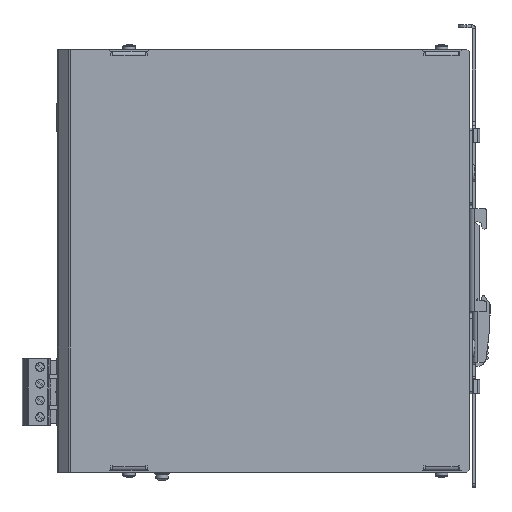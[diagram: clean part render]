
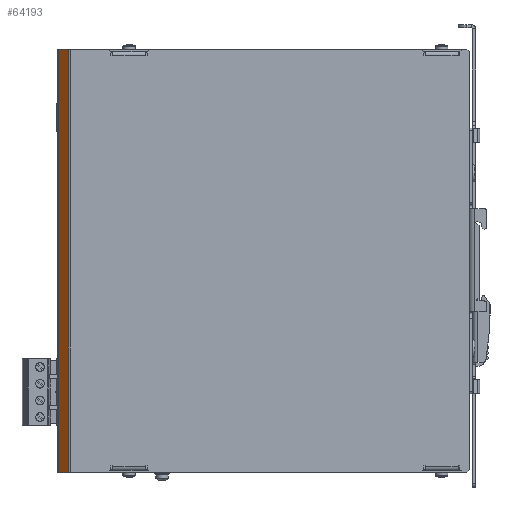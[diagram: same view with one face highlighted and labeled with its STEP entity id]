
A CAD part, left-side view. The second image highlights one B-rep face of the part: STEP entity #64193.
In plain terms, the highlighted planar face has unit normal (-0.707, 0.707, 0).
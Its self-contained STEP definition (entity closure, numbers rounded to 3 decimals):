
#5412=PLANE('',#68322);
#7814=FACE_OUTER_BOUND('',#11549,.T.);
#11549=EDGE_LOOP('',(#49246,#49247,#49248,#49249));
#16599=LINE('',#91551,#23486);
#16606=LINE('',#91568,#23493);
#16608=LINE('',#91574,#23495);
#16612=LINE('',#91587,#23499);
#23486=VECTOR('',#75719,10.);
#23493=VECTOR('',#75736,10.);
#23495=VECTOR('',#75744,10.);
#23499=VECTOR('',#75760,10.);
#30904=VERTEX_POINT('',#91548);
#30905=VERTEX_POINT('',#91550);
#30910=VERTEX_POINT('',#91567);
#30911=VERTEX_POINT('',#91573);
#37714=EDGE_CURVE('',#30904,#30905,#16599,.T.);
#37723=EDGE_CURVE('',#30910,#30905,#16606,.T.);
#37726=EDGE_CURVE('',#30911,#30910,#16608,.T.);
#37733=EDGE_CURVE('',#30911,#30904,#16612,.T.);
#49246=ORIENTED_EDGE('',*,*,#37714,.F.);
#49247=ORIENTED_EDGE('',*,*,#37733,.F.);
#49248=ORIENTED_EDGE('',*,*,#37726,.T.);
#49249=ORIENTED_EDGE('',*,*,#37723,.T.);
#64193=ADVANCED_FACE('',(#7814),#5412,.T.);
#68322=AXIS2_PLACEMENT_3D('',#91596,#75767,#75768);
#75719=DIRECTION('',(0.,0.,-1.));
#75736=DIRECTION('',(-0.707,-0.707,0.));
#75744=DIRECTION('',(0.,0.,-1.));
#75760=DIRECTION('',(-0.707,-0.707,0.));
#75767=DIRECTION('center_axis',(-0.707,0.707,0.));
#75768=DIRECTION('ref_axis',(0.,0.,
-1.));
#91548=CARTESIAN_POINT('',(-41.381,182.769,96.25));
#91550=CARTESIAN_POINT('',(-41.381,182.769,-96.25));
#91551=CARTESIAN_POINT('',(-41.381,182.769,0.));
#91567=CARTESIAN_POINT('',(-36.819,187.331,-96.25));
#91568=CARTESIAN_POINT('',(148.65,372.8,-96.25));
#91573=CARTESIAN_POINT('',(-36.819,187.331,96.25));
#91574=CARTESIAN_POINT('',(-36.819,187.331,0.));
#91587=CARTESIAN_POINT('',(148.65,372.8,96.25));
#91596=CARTESIAN_POINT('Origin',(-10.917,213.233,0.));
